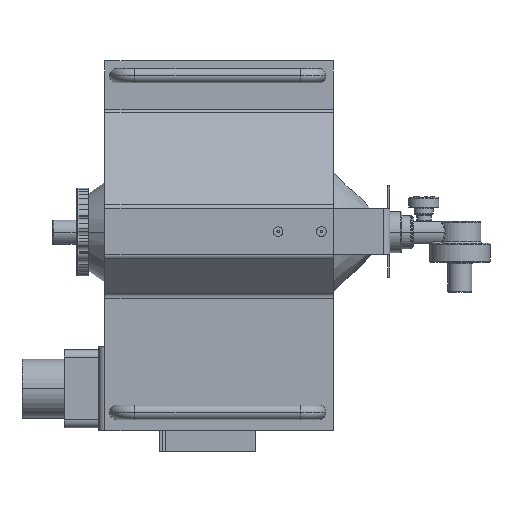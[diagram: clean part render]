
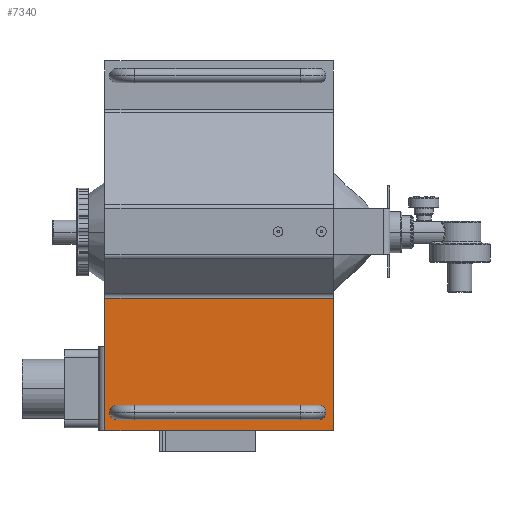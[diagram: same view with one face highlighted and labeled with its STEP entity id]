
A CAD part, front view. The second image highlights one B-rep face of the part: STEP entity #7340.
In plain terms, the highlighted planar face has unit normal (0, -1, 0).
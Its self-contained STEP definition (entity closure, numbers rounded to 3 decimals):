
#1310=CARTESIAN_POINT('',(-63.,-52.,-54.748));
#1320=VERTEX_POINT('',#1310);
#1350=CARTESIAN_POINT('',(-63.,-52.,0.));
#1360=DIRECTION('',(0.,0.,-1.));
#1370=VECTOR('',#1360,1.);
#1380=LINE('',#1350,#1370);
#1390=CARTESIAN_POINT('',(-63.,-52.,-95.));
#1400=VERTEX_POINT('',#1390);
#1410=EDGE_CURVE('',#1320,#1400,#1380,.T.);
#6960=CARTESIAN_POINT('',(-64.9,-52.,-166.103));
#6970=DIRECTION('',(-0.,1.,0.));
#6980=DIRECTION('',(1.,0.,0.));
#6990=AXIS2_PLACEMENT_3D('',#6960,#6970,#6980);
#7000=PLANE('',#6990);
#7010=CARTESIAN_POINT('',(-63.,-52.,-165.));
#7020=DIRECTION('',(0.,0.,1.));
#7030=VECTOR('',#7020,1.);
#7040=LINE('',#7010,#7030);
#7050=CARTESIAN_POINT('',(-63.,-52.,-165.));
#7060=VERTEX_POINT('',#7050);
#7070=EDGE_CURVE('',#7060,#1400,#7040,.T.);
#7080=ORIENTED_EDGE('',*,*,#7070,.F.);
#7090=ORIENTED_EDGE('',*,*,#1410,.T.);
#7100=CARTESIAN_POINT('',(127.5,-52.,-54.748));
#7110=DIRECTION('',(-1.,0.,0.));
#7120=VECTOR('',#7110,1.);
#7130=LINE('',#7100,#7120);
#7140=CARTESIAN_POINT('',(127.,-52.,-54.748));
#7150=VERTEX_POINT('',#7140);
#7160=EDGE_CURVE('',#7150,#1320,#7130,.T.);
#7170=ORIENTED_EDGE('',*,*,#7160,.T.);
#7180=CARTESIAN_POINT('',(127.,-52.,0.));
#7190=DIRECTION('',(0.,0.,-1.));
#7200=VECTOR('',#7190,1.);
#7210=LINE('',#7180,#7200);
#7220=CARTESIAN_POINT('',(127.,-52.,-165.));
#7230=VERTEX_POINT('',#7220);
#7240=EDGE_CURVE('',#7150,#7230,#7210,.T.);
#7250=ORIENTED_EDGE('',*,*,#7240,.F.);
#7260=CARTESIAN_POINT('',(0.,-52.,-165.));
#7270=DIRECTION('',(-1.,0.,0.));
#7280=VECTOR('',#7270,1.);
#7290=LINE('',#7260,#7280);
#7300=EDGE_CURVE('',#7230,#7060,#7290,.T.);
#7310=ORIENTED_EDGE('',*,*,#7300,.F.);
#7320=EDGE_LOOP('',(#7310,#7250,#7170,#7090,#7080));
#7330=FACE_OUTER_BOUND('',#7320,.T.);
#7340=ADVANCED_FACE('',(#7330),#7000,.F.);
